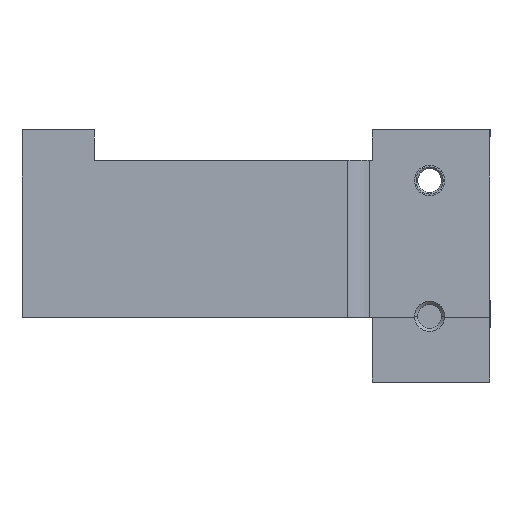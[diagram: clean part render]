
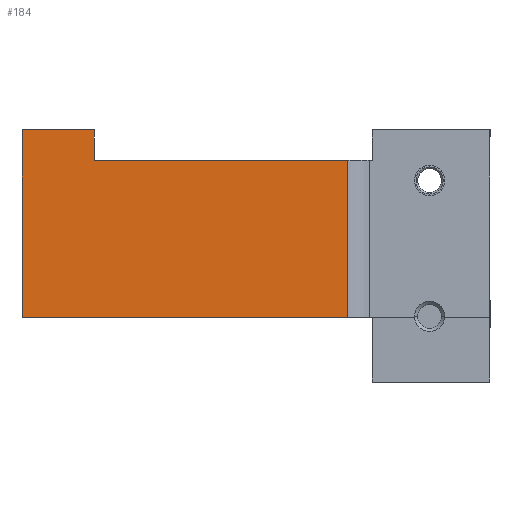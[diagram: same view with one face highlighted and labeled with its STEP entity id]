
A CAD part, front view. The second image highlights one B-rep face of the part: STEP entity #184.
In plain terms, the highlighted planar face has unit normal (0, -1, 0).
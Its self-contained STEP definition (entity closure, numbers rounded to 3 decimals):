
#184=ADVANCED_FACE('',(#378),#1726,.T.);
#378=FACE_OUTER_BOUND('',#582,.F.);
#582=EDGE_LOOP('',(#954,#955,#956,#957,#958,#959));
#954=ORIENTED_EDGE('',*,*,#2372,.F.);
#955=ORIENTED_EDGE('',*,*,#2481,.F.);
#956=ORIENTED_EDGE('',*,*,#2470,.T.);
#957=ORIENTED_EDGE('',*,*,#2482,.T.);
#958=ORIENTED_EDGE('',*,*,#2471,.T.);
#959=ORIENTED_EDGE('',*,*,#2457,.T.);
#1726=PLANE('',#3522);
#1805=LINE('',#5077,#2075);
#1887=LINE('',#5162,#2157);
#1897=LINE('',#5175,#2167);
#1898=LINE('',#5176,#2168);
#1908=LINE('',#5186,#2178);
#1909=LINE('',#5187,#2179);
#2075=VECTOR('',#3766,21.572);
#2157=VECTOR('',#3854,10.4);
#2167=VECTOR('',#3870,4.8);
#2168=VECTOR('',#3871,16.772);
#2178=VECTOR('',#3881,12.4);
#2179=VECTOR('',#3882,2.);
#2372=EDGE_CURVE('',#3233,#3232,#1805,.T.);
#2457=EDGE_CURVE('',#3166,#3232,#1887,.T.);
#2470=EDGE_CURVE('',#3161,#3160,#1897,.T.);
#2471=EDGE_CURVE('',#3159,#3166,#1898,.T.);
#2481=EDGE_CURVE('',#3161,#3233,#1908,.T.);
#2482=EDGE_CURVE('',#3160,#3159,#1909,.T.);
#3159=VERTEX_POINT('',#4920);
#3160=VERTEX_POINT('',#4921);
#3161=VERTEX_POINT('',#4922);
#3166=VERTEX_POINT('',#4927);
#3232=VERTEX_POINT('',#4993);
#3233=VERTEX_POINT('',#4994);
#3522=AXIS2_PLACEMENT_3D('',#5524,#4400,#4401);
#3766=DIRECTION('',(1.,0.,0.));
#3854=DIRECTION('',(0.,0.,-1.));
#3870=DIRECTION('',(1.,0.,0.));
#3871=DIRECTION('',(1.,0.,0.));
#3881=DIRECTION('',(0.,0.,-1.));
#3882=DIRECTION('',(0.,0.,-1.));
#4400=DIRECTION('',(0.,-1.,0.));
#4401=DIRECTION('',(0.,0.,-1.));
#4920=CARTESIAN_POINT('',(-28.2,-77.5,-95.));
#4921=CARTESIAN_POINT('',(-28.2,-77.5,-93.));
#4922=CARTESIAN_POINT('',(-33.,-77.5,-93.));
#4927=CARTESIAN_POINT('',(-11.428,-77.5,-95.));
#4993=CARTESIAN_POINT('',(-11.428,-77.5,-105.4));
#4994=CARTESIAN_POINT('',(-33.,-77.5,-105.4));
#5077=CARTESIAN_POINT('',(-33.,-77.5,-105.4));
#5162=CARTESIAN_POINT('',(-11.428,-77.5,-95.));
#5175=CARTESIAN_POINT('',(-33.,-77.5,-93.));
#5176=CARTESIAN_POINT('',(-28.2,-77.5,-95.));
#5186=CARTESIAN_POINT('',(-33.,-77.5,-93.));
#5187=CARTESIAN_POINT('',(-28.2,-77.5,-93.));
#5524=CARTESIAN_POINT('',(-33.31,-77.5,-92.69));
